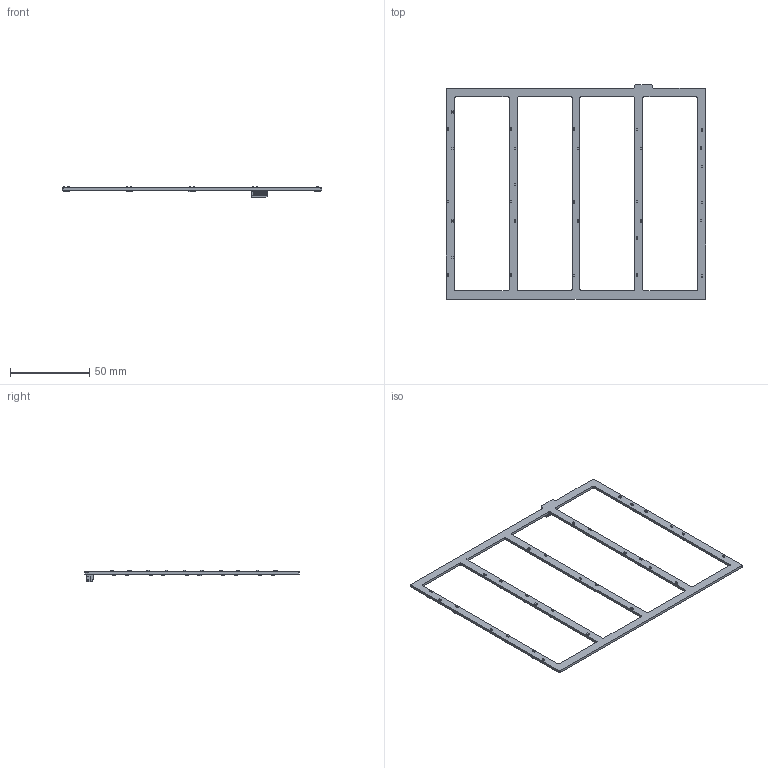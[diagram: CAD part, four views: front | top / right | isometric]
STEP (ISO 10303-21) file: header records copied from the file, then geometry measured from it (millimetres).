
FILE_DESCRIPTION(('KiCad electronic assembly'),'2;1');
FILE_NAME('FT24-AMS-Slave_v1-VTSENS.step','2024-01-10T22:46:18',( 'Pcbnew'),('Kicad'),'Open CASCADE STEP processor 7.6', 'KiCad to STEP converter','Unknown');
FILE_SCHEMA(('AUTOMOTIVE_DESIGN { 1 0 10303 214 1 1 1 1 }'));
Length unit declared in the file: millimetre
Products named in the file (8): FT24-AMS-Slave_v1-VTSENS 1; C_0603_1608Metric; SOLID; TMP1075DSGR; COMPOUND; 53309-2070; _autosave-FT24-AMS-Slave_v1-VTSENS PCB
Assembly tree (65 placements, depth 3):
  FT24-AMS-Slave_v1-VTSENS 1
    C_0603_1608Metric  x30
      SOLID
    TMP1075DSGR  x30
      COMPOUND
    53309-2070
      COMPOUND
    _autosave-FT24-AMS-Slave_v1-VTSENS PCB
Bounding box: 163.66 x 135.65 x 7.18 mm (x, y, z)
Volume: 7969.7 mm3; surface area: 13806.6 mm2
Topology: 332 solids, 332 shells, 3462 faces, 8079 edges, 5452 vertices
Faces by surface type: plane 3072, cylinder 390
Full cylindrical faces by diameter (mm): 0.25 x30
Entity records: 58259 total; most frequent: CARTESIAN_POINT 9782, DIRECTION 8960, LINE 7058, VECTOR 7058, ORIENTED_EDGE 4686, PCURVE 4686, DEFINITIONAL_REPRESENTATION 4686, EDGE_CURVE 2343
